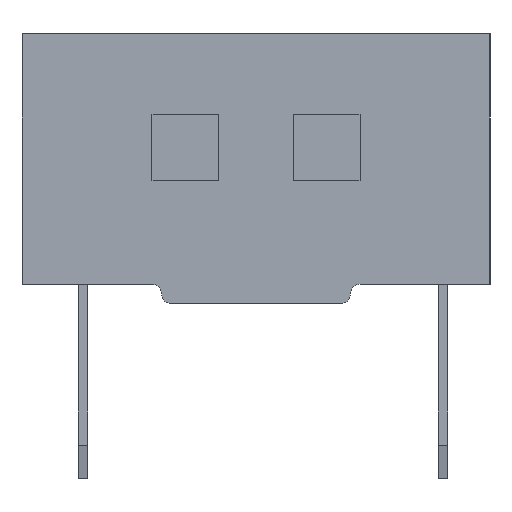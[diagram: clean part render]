
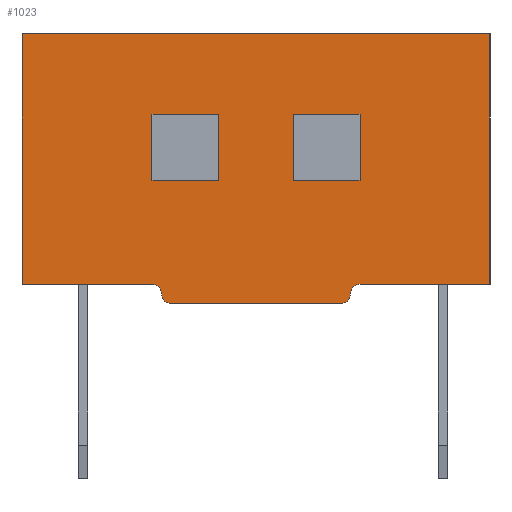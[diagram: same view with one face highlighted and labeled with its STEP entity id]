
A CAD part, left-side view. The second image highlights one B-rep face of the part: STEP entity #1023.
In plain terms, the highlighted planar face has unit normal (-1, 0, 0).
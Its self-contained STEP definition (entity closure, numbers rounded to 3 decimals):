
#1023 = ADVANCED_FACE( '', ( #2077, #2078, #2079 ), #2080, .F. );
#2077 = FACE_BOUND( '', #3166, .T. );
#2078 = FACE_BOUND( '', #3167, .T. );
#2079 = FACE_OUTER_BOUND( '', #3168, .T. );
#2080 = PLANE( '', #3169 );
#3166 = EDGE_LOOP( '', ( #6148, #6149, #6150, #6151 ) );
#3167 = EDGE_LOOP( '', ( #6152, #6153, #6154, #6155 ) );
#3168 = EDGE_LOOP( '', ( #6156, #6157, #6158, #6159, #6160, #6161, #6162, #6163, #6164, #6165 ) );
#3169 = AXIS2_PLACEMENT_3D( '', #6166, #6167, #6168 );
#6148 = ORIENTED_EDGE( '', *, *, #7217, .F. );
#6149 = ORIENTED_EDGE( '', *, *, #7550, .F. );
#6150 = ORIENTED_EDGE( '', *, *, #6870, .F. );
#6151 = ORIENTED_EDGE( '', *, *, #7846, .F. );
#6152 = ORIENTED_EDGE( '', *, *, #6836, .F. );
#6153 = ORIENTED_EDGE( '', *, *, #7479, .F. );
#6154 = ORIENTED_EDGE( '', *, *, #7526, .F. );
#6155 = ORIENTED_EDGE( '', *, *, #7327, .F. );
#6156 = ORIENTED_EDGE( '', *, *, #7662, .T. );
#6157 = ORIENTED_EDGE( '', *, *, #6789, .T. );
#6158 = ORIENTED_EDGE( '', *, *, #7067, .T. );
#6159 = ORIENTED_EDGE( '', *, *, #7358, .F. );
#6160 = ORIENTED_EDGE( '', *, *, #7100, .T. );
#6161 = ORIENTED_EDGE( '', *, *, #7474, .T. );
#6162 = ORIENTED_EDGE( '', *, *, #7760, .T. );
#6163 = ORIENTED_EDGE( '', *, *, #7356, .F. );
#6164 = ORIENTED_EDGE( '', *, *, #7782, .F. );
#6165 = ORIENTED_EDGE( '', *, *, #7518, .T. );
#6166 = CARTESIAN_POINT( '', ( -10.66, 4.95, 5.3 ) );
#6167 = DIRECTION( '', ( 1., 0., 0. ) );
#6168 = DIRECTION( '', ( 0., 0., -1. ) );
#6789 = EDGE_CURVE( '', #8033, #8034, #8035, .T. );
#6836 = EDGE_CURVE( '', #8118, #8119, #8120, .T. );
#6870 = EDGE_CURVE( '', #8180, #8181, #8182, .T. );
#7067 = EDGE_CURVE( '', #8034, #8525, #8526, .F. );
#7100 = EDGE_CURVE( '', #8575, #8573, #8576, .F. );
#7217 = EDGE_CURVE( '', #8759, #8760, #8761, .T. );
#7327 = EDGE_CURVE( '', #8119, #8929, #8930, .T. );
#7356 = EDGE_CURVE( '', #8976, #8971, #8978, .T. );
#7358 = EDGE_CURVE( '', #8575, #8525, #8980, .T. );
#7474 = EDGE_CURVE( '', #8573, #9148, #9150, .T. );
#7479 = EDGE_CURVE( '', #9155, #8118, #9156, .T. );
#7518 = EDGE_CURVE( '', #9211, #9209, #9212, .T. );
#7526 = EDGE_CURVE( '', #8929, #9155, #9222, .T. );
#7550 = EDGE_CURVE( '', #8181, #8759, #9255, .T. );
#7662 = EDGE_CURVE( '', #9209, #8033, #9406, .T. );
#7760 = EDGE_CURVE( '', #9148, #8971, #9521, .T. );
#7782 = EDGE_CURVE( '', #9211, #8976, #9548, .T. );
#7846 = EDGE_CURVE( '', #8760, #8180, #9624, .T. );
#8033 = VERTEX_POINT( '', #9887 );
#8034 = VERTEX_POINT( '', #9888 );
#8035 = CIRCLE( '', #9889, 0.2 );
#8118 = VERTEX_POINT( '', #10024 );
#8119 = VERTEX_POINT( '', #10025 );
#8120 = LINE( '', #10026, #10027 );
#8180 = VERTEX_POINT( '', #10114 );
#8181 = VERTEX_POINT( '', #10115 );
#8182 = LINE( '', #10116, #10117 );
#8525 = VERTEX_POINT( '', #10718 );
#8526 = CIRCLE( '', #10719, 0.2 );
#8573 = VERTEX_POINT( '', #10787 );
#8575 = VERTEX_POINT( '', #10790 );
#8576 = CIRCLE( '', #10791, 0.2 );
#8759 = VERTEX_POINT( '', #11184 );
#8760 = VERTEX_POINT( '', #11185 );
#8761 = LINE( '', #11186, #11187 );
#8929 = VERTEX_POINT( '', #11499 );
#8930 = LINE( '', #11500, #11501 );
#8971 = VERTEX_POINT( '', #11565 );
#8976 = VERTEX_POINT( '', #11572 );
#8978 = LINE( '', #11575, #11576 );
#8980 = LINE( '', #11578, #11579 );
#9148 = VERTEX_POINT( '', #11950 );
#9150 = CIRCLE( '', #11953, 0.2 );
#9155 = VERTEX_POINT( '', #11960 );
#9156 = LINE( '', #11961, #11962 );
#9209 = VERTEX_POINT( '', #12096 );
#9211 = VERTEX_POINT( '', #12099 );
#9212 = LINE( '', #12100, #12101 );
#9222 = LINE( '', #12115, #12116 );
#9255 = LINE( '', #12165, #12166 );
#9406 = LINE( '', #12442, #12443 );
#9521 = LINE( '', #12662, #12663 );
#9548 = LINE( '', #12744, #12745 );
#9624 = LINE( '', #12900, #12901 );
#9887 = CARTESIAN_POINT( '', ( -10.66, 2.2, 0. ) );
#9888 = CARTESIAN_POINT( '', ( -10.66, 2., -0.2 ) );
#9889 = AXIS2_PLACEMENT_3D( '', #13040, #13041, #13042 );
#10024 = CARTESIAN_POINT( '', ( -10.66, -2.2, 2.2 ) );
#10025 = CARTESIAN_POINT( '', ( -10.66, -2.2, 3.6 ) );
#10026 = CARTESIAN_POINT( '', ( -10.66, -2.2, 2.2 ) );
#10027 = VECTOR( '', #13080, 1000. );
#10114 = CARTESIAN_POINT( '', ( -10.66, 0.8, 2.2 ) );
#10115 = CARTESIAN_POINT( '', ( -10.66, 0.8, 3.6 ) );
#10116 = CARTESIAN_POINT( '', ( -10.66, 0.8, 2.2 ) );
#10117 = VECTOR( '', #13106, 1000. );
#10718 = CARTESIAN_POINT( '', ( -10.66, 1.8, -0.4 ) );
#10719 = AXIS2_PLACEMENT_3D( '', #13249, #13250, #13251 );
#10787 = CARTESIAN_POINT( '', ( -10.66, -2., -0.2 ) );
#10790 = CARTESIAN_POINT( '', ( -10.66, -1.8, -0.4 ) );
#10791 = AXIS2_PLACEMENT_3D( '', #13278, #13279, #13280 );
#11184 = CARTESIAN_POINT( '', ( -10.66, 2.2, 3.6 ) );
#11185 = CARTESIAN_POINT( '', ( -10.66, 2.2, 2.2 ) );
#11186 = CARTESIAN_POINT( '', ( -10.66, 2.2, 3.6 ) );
#11187 = VECTOR( '', #13363, 1000. );
#11499 = CARTESIAN_POINT( '', ( -10.66, -0.8, 3.6 ) );
#11500 = CARTESIAN_POINT( '', ( -10.66, -2.2, 3.6 ) );
#11501 = VECTOR( '', #13432, 1000. );
#11565 = CARTESIAN_POINT( '', ( -10.66, -4.95, 0. ) );
#11572 = CARTESIAN_POINT( '', ( -10.66, -4.95, 5.3 ) );
#11575 = CARTESIAN_POINT( '', ( -10.66, -4.95, 5.3 ) );
#11576 = VECTOR( '', #13452, 1000. );
#11578 = CARTESIAN_POINT( '', ( -10.66, -2., -0.4 ) );
#11579 = VECTOR( '', #13453, 1000. );
#11950 = CARTESIAN_POINT( '', ( -10.66, -2.2, 0. ) );
#11953 = AXIS2_PLACEMENT_3D( '', #13527, #13528, #13529 );
#11960 = CARTESIAN_POINT( '', ( -10.66, -0.8, 2.2 ) );
#11961 = CARTESIAN_POINT( '', ( -10.66, -0.8, 2.2 ) );
#11962 = VECTOR( '', #13532, 1000. );
#12096 = CARTESIAN_POINT( '', ( -10.66, 4.95, 0. ) );
#12099 = CARTESIAN_POINT( '', ( -10.66, 4.95, 5.3 ) );
#12100 = CARTESIAN_POINT( '', ( -10.66, 4.95, 5.3 ) );
#12101 = VECTOR( '', #13550, 1000. );
#12115 = CARTESIAN_POINT( '', ( -10.66, -0.8, 3.6 ) );
#12116 = VECTOR( '', #13555, 1000. );
#12165 = CARTESIAN_POINT( '', ( -10.66, 0.8, 3.6 ) );
#12166 = VECTOR( '', #13572, 1000. );
#12442 = CARTESIAN_POINT( '', ( -10.66, 4.95, 0. ) );
#12443 = VECTOR( '', #13634, 1000. );
#12662 = CARTESIAN_POINT( '', ( -10.66, 4.95, 0. ) );
#12663 = VECTOR( '', #13698, 1000. );
#12744 = CARTESIAN_POINT( '', ( -10.66, 4.95, 5.3 ) );
#12745 = VECTOR( '', #13704, 1000. );
#12900 = CARTESIAN_POINT( '', ( -10.66, 2.2, 2.2 ) );
#12901 = VECTOR( '', #13730, 1000. );
#13040 = CARTESIAN_POINT( '', ( -10.66, 2.2, -0.2 ) );
#13041 = DIRECTION( '', ( 1., 0., 0. ) );
#13042 = DIRECTION( '', ( 0., 0., -1. ) );
#13080 = DIRECTION( '', ( 0., 0., 1. ) );
#13106 = DIRECTION( '', ( 0., 0., 1. ) );
#13249 = CARTESIAN_POINT( '', ( -10.66, 1.8, -0.2 ) );
#13250 = DIRECTION( '', ( 1., 0., 0. ) );
#13251 = DIRECTION( '', ( 0., 0., -1. ) );
#13278 = CARTESIAN_POINT( '', ( -10.66, -1.8, -0.2 ) );
#13279 = DIRECTION( '', ( 1., 0., 0. ) );
#13280 = DIRECTION( '', ( 0., 0., -1. ) );
#13363 = DIRECTION( '', ( 0., 0., -1. ) );
#13432 = DIRECTION( '', ( 0., 1., 0. ) );
#13452 = DIRECTION( '', ( 0., 0., -1. ) );
#13453 = DIRECTION( '', ( 0., 1., 0. ) );
#13527 = CARTESIAN_POINT( '', ( -10.66, -2.2, -0.2 ) );
#13528 = DIRECTION( '', ( 1., 0., 0. ) );
#13529 = DIRECTION( '', ( 0., 0., -1. ) );
#13532 = DIRECTION( '', ( 0., -1., 0. ) );
#13550 = DIRECTION( '', ( 0., 0., -1. ) );
#13555 = DIRECTION( '', ( 0., 0., -1. ) );
#13572 = DIRECTION( '', ( 0., 1., 0. ) );
#13634 = DIRECTION( '', ( 0., -1., 0. ) );
#13698 = DIRECTION( '', ( 0., -1., 0. ) );
#13704 = DIRECTION( '', ( 0., -1., 0. ) );
#13730 = DIRECTION( '', ( 0., -1., 0. ) );
